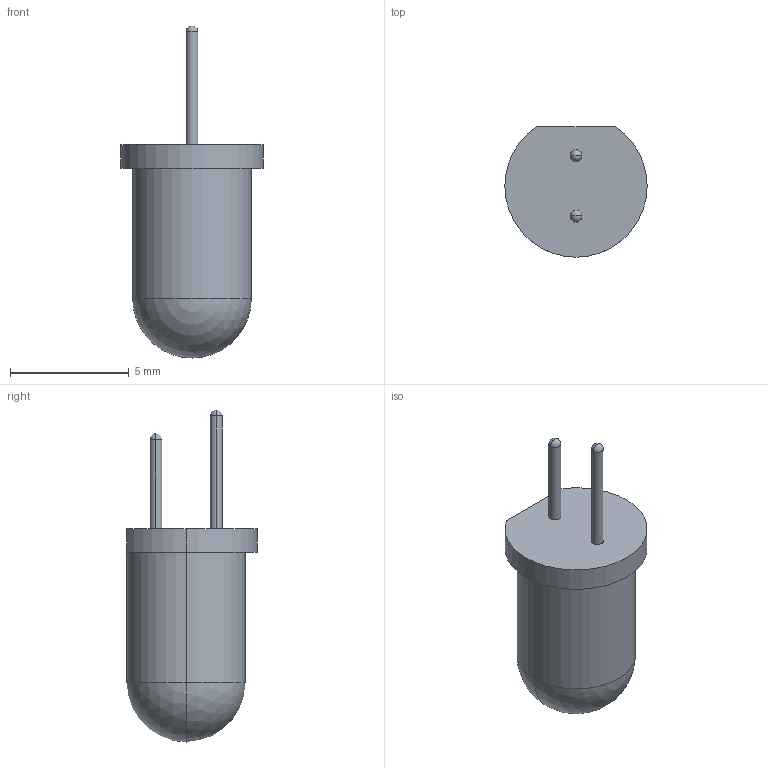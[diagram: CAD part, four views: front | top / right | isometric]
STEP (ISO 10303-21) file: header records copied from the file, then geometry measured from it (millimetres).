
FILE_DESCRIPTION (( 'STEP AP214' ), '1' );
FILE_NAME ('LED_GREEN.STEP', '2018-04-28T07:24:07', ( '' ), ( '' ), 'SwSTEP 2.0', 'SolidWorks 2018', '' );
FILE_SCHEMA (( 'AUTOMOTIVE_DESIGN' ));
Length unit declared in the file: millimetre
Products named in the file (1): LED_GREEN
Bounding box: 6 x 5.5 x 14 mm (x, y, z)
Volume: 169.6 mm3; surface area: 192.7 mm2
Topology: 1 solids, 1 shells, 18 faces, 50 edges, 30 vertices
Faces by surface type: cylinder 9, sphere 6, plane 3
Entity records: 727 total; most frequent: DIRECTION 101, CARTESIAN_POINT 81, ORIENTED_EDGE 76, AXIS2_PLACEMENT_3D 44, EDGE_CURVE 38, CIRCLE 25, VERTEX_POINT 24, UNCERTAINTY_MEASURE_WITH_UNIT 21
